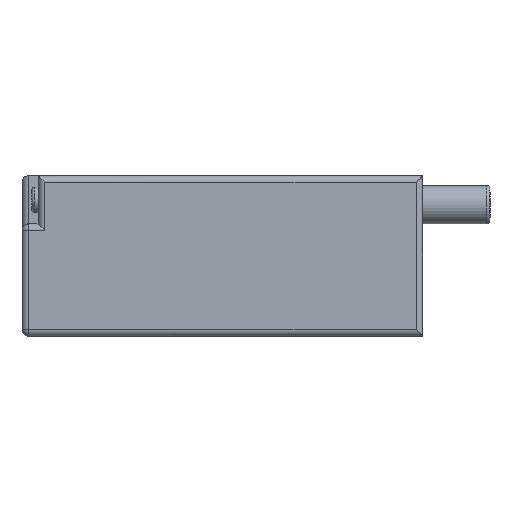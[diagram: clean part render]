
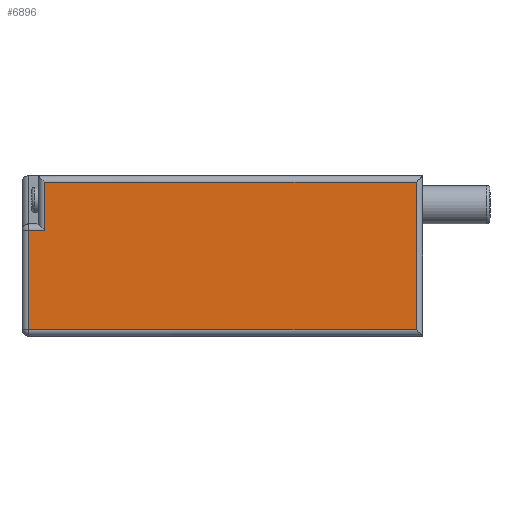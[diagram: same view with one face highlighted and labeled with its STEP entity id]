
A CAD part, left-side view. The second image highlights one B-rep face of the part: STEP entity #6896.
In plain terms, the highlighted planar face has unit normal (-1, 0, 0).
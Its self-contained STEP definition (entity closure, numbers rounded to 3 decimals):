
#198 = VERTEX_POINT ( 'NONE', #5756 ) ;
#241 = VECTOR ( 'NONE', #999, 1000. ) ;
#321 = PLANE ( 'NONE',  #5986 ) ;
#432 = DIRECTION ( 'NONE',  ( 0., 0., -1. ) ) ;
#559 = EDGE_LOOP ( 'NONE', ( #8276, #821, #11404, #8024, #4718, #1505 ) ) ;
#821 = ORIENTED_EDGE ( 'NONE', *, *, #6238, .T. ) ;
#999 = DIRECTION ( 'NONE',  ( 0., 1., 0. ) ) ;
#1168 = FACE_OUTER_BOUND ( 'NONE', #559, .T. ) ;
#1358 = CARTESIAN_POINT ( 'NONE',  ( -10., 12.5, -2.3 ) ) ;
#1427 = DIRECTION ( 'NONE',  ( 1., 0., 0. ) ) ;
#1505 = ORIENTED_EDGE ( 'NONE', *, *, #5582, .T. ) ;
#1576 = DIRECTION ( 'NONE',  ( 0., 1., 0. ) ) ;
#1689 = DIRECTION ( 'NONE',  ( 0., 0., 1. ) ) ;
#1851 = LINE ( 'NONE', #6515, #241 ) ;
#2080 = CARTESIAN_POINT ( 'NONE',  ( -10., 0.2, 2.3 ) ) ;
#2866 = VECTOR ( 'NONE', #1576, 1000. ) ;
#3210 = CARTESIAN_POINT ( 'NONE',  ( -10., 12.3, -2.5 ) ) ;
#3233 = CARTESIAN_POINT ( 'NONE',  ( -10., 11.8, 2.3 ) ) ;
#4268 = LINE ( 'NONE', #9043, #2866 ) ;
#4342 = CARTESIAN_POINT ( 'NONE',  ( -10., 12.3, -2.3 ) ) ;
#4585 = CARTESIAN_POINT ( 'NONE',  ( -10., 11.8, 0.8 ) ) ;
#4718 = ORIENTED_EDGE ( 'NONE', *, *, #6836, .T. ) ;
#4893 = EDGE_CURVE ( 'NONE', #198, #9399, #8785, .T. ) ;
#5007 = DIRECTION ( 'NONE',  ( 0., -1., 0. ) ) ;
#5082 = DIRECTION ( 'NONE',  ( 0., 0., -1. ) ) ;
#5104 = VERTEX_POINT ( 'NONE', #4585 ) ;
#5582 = EDGE_CURVE ( 'NONE', #10626, #5657, #9927, .T. ) ;
#5595 = VECTOR ( 'NONE', #432, 1000. ) ;
#5657 = VERTEX_POINT ( 'NONE', #2080 ) ;
#5706 = CARTESIAN_POINT ( 'NONE',  ( -10., 0.2, -2.3 ) ) ;
#5756 = CARTESIAN_POINT ( 'NONE',  ( -10., 12.3, 0.8 ) ) ;
#5986 = AXIS2_PLACEMENT_3D ( 'NONE', #6036, #1427, #5082 ) ;
#6036 = CARTESIAN_POINT ( 'NONE',  ( -10., 12.5, -2.5 ) ) ;
#6238 = EDGE_CURVE ( 'NONE', #8818, #5104, #7712, .T. ) ;
#6380 = VECTOR ( 'NONE', #5007, 1000. ) ;
#6515 = CARTESIAN_POINT ( 'NONE',  ( -10., 12.5, 2.3 ) ) ;
#6836 = EDGE_CURVE ( 'NONE', #9399, #10626, #11401, .T. ) ;
#6896 = ADVANCED_FACE ( 'NONE', ( #1168 ), #321, .F. ) ;
#7712 = LINE ( 'NONE', #9714, #5595 ) ;
#7931 = EDGE_CURVE ( 'NONE', #5657, #8818, #1851, .T. ) ;
#8024 = ORIENTED_EDGE ( 'NONE', *, *, #4893, .T. ) ;
#8276 = ORIENTED_EDGE ( 'NONE', *, *, #7931, .T. ) ;
#8744 = VECTOR ( 'NONE', #1689, 1000. ) ;
#8785 = LINE ( 'NONE', #3210, #9475 ) ;
#8818 = VERTEX_POINT ( 'NONE', #3233 ) ;
#9043 = CARTESIAN_POINT ( 'NONE',  ( -10., 12.5, 0.8 ) ) ;
#9399 = VERTEX_POINT ( 'NONE', #4342 ) ;
#9475 = VECTOR ( 'NONE', #9795, 1000. ) ;
#9714 = CARTESIAN_POINT ( 'NONE',  ( -10., 11.8, -2.5 ) ) ;
#9795 = DIRECTION ( 'NONE',  ( 0., 0., -1. ) ) ;
#9927 = LINE ( 'NONE', #10835, #8744 ) ;
#10383 = EDGE_CURVE ( 'NONE', #5104, #198, #4268, .T. ) ;
#10626 = VERTEX_POINT ( 'NONE', #5706 ) ;
#10835 = CARTESIAN_POINT ( 'NONE',  ( -10., 0.2, -2.5 ) ) ;
#11401 = LINE ( 'NONE', #1358, #6380 ) ;
#11404 = ORIENTED_EDGE ( 'NONE', *, *, #10383, .T. ) ;
